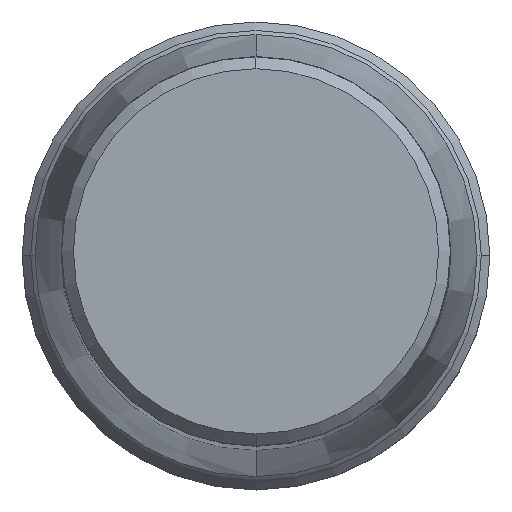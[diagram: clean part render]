
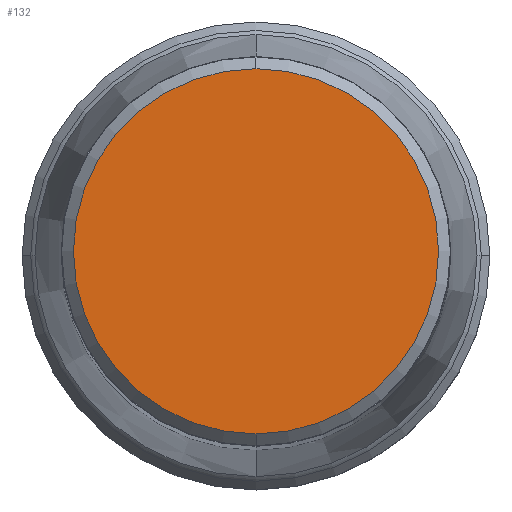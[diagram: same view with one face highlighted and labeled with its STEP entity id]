
A CAD part, top view. The second image highlights one B-rep face of the part: STEP entity #132.
In plain terms, the highlighted planar face has unit normal (0, 0, 1).
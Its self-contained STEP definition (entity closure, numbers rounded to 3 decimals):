
#54=PLANE('',#1217);
#132=ADVANCED_FACE('',(#221),#54,.F.);
#221=FACE_OUTER_BOUND('',#287,.T.);
#287=EDGE_LOOP('',(#492,#493));
#492=ORIENTED_EDGE('',*,*,#740,.T.);
#493=ORIENTED_EDGE('',*,*,#744,.T.);
#625=VERTEX_POINT('',#1870);
#626=VERTEX_POINT('',#1872);
#740=EDGE_CURVE('',#626,#625,#854,.T.);
#744=EDGE_CURVE('',#625,#626,#857,.T.);
#854=CIRCLE('',#1210,14.875);
#857=CIRCLE('',#1215,14.875);
#1210=AXIS2_PLACEMENT_3D('',#1871,#1541,#1542);
#1215=AXIS2_PLACEMENT_3D('',#1879,#1552,#1553);
#1217=AXIS2_PLACEMENT_3D('',#1881,#1556,#1557);
#1541=DIRECTION('',(0.,0.,1.));
#1542=DIRECTION('',(0.,1.,0.));
#1552=DIRECTION('',(0.,0.,1.));
#1553=DIRECTION('',(0.,-1.,0.));
#1556=DIRECTION('',(0.,0.,-1.));
#1557=DIRECTION('',(0.,1.,0.));
#1870=CARTESIAN_POINT('',(0.,-14.875,0.));
#1871=CARTESIAN_POINT('',(0.,0.,0.));
#1872=CARTESIAN_POINT('',(0.,14.875,0.));
#1879=CARTESIAN_POINT('',(0.,0.,0.));
#1881=CARTESIAN_POINT('',(0.,0.,0.));
